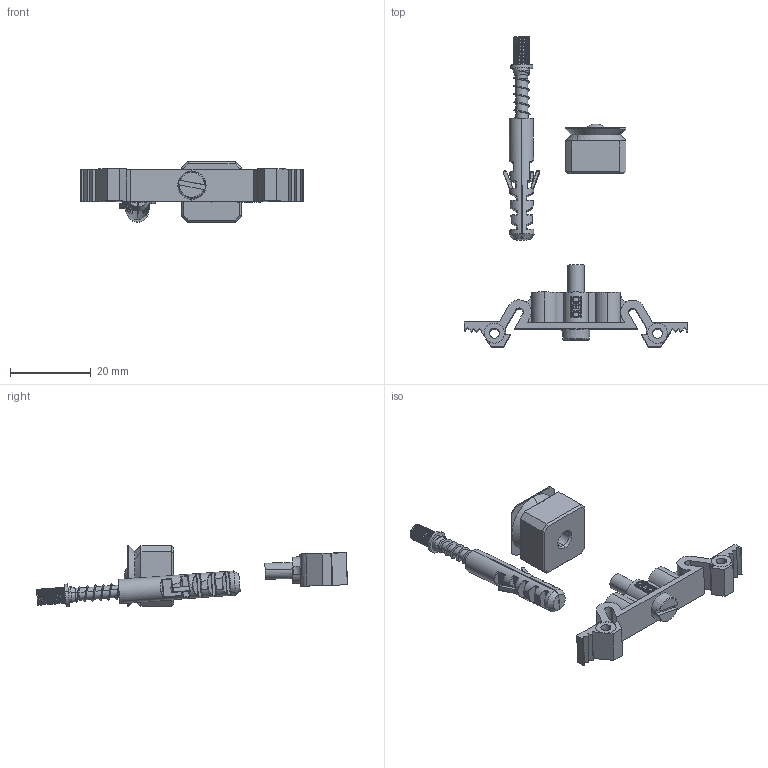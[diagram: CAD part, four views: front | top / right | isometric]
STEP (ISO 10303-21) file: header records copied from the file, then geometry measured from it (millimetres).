
FILE_DESCRIPTION (( 'STEP AP214' ), '1' );
FILE_NAME ('befestigungsset.STEP', '2020-01-14T08:27:03', ( '' ), ( '' ), 'SwSTEP 2.0', 'SolidWorks 2018', '' );
FILE_SCHEMA (( 'AUTOMOTIVE_DESIGN' ));
Length unit declared in the file: millimetre
Products named in the file (6): 37091999 - Halterung; 088164_Standard; 36502316 - brücke; two sided; 35010851_ISO 1207 - M4 x 16 --- 16C; befestigungsset
Assembly tree (5 placements, depth 2):
  befestigungsset
    088164_Standard
    35010851_ISO 1207 - M4 x 16 --- 16C
    36502316 - brücke
    37091999 - Halterung
    two sided
Bounding box: 55.47 x 77.18 x 15.03 mm (x, y, z)
Volume: 5155.7 mm3; surface area: 5669.9 mm2
Topology: 5 solids, 5 shells, 567 faces, 1467 edges, 921 vertices
Faces by surface type: cylinder 224, plane 199, bspline 80, torus 41, cone 20, sphere 3
Entity records: 26472 total; most frequent: CARTESIAN_POINT 10151, ORIENTED_EDGE 2920, DIRECTION 2440, EDGE_CURVE 1460, VERTEX_POINT 919, AXIS2_PLACEMENT_3D 900, LINE 640, VECTOR 640
